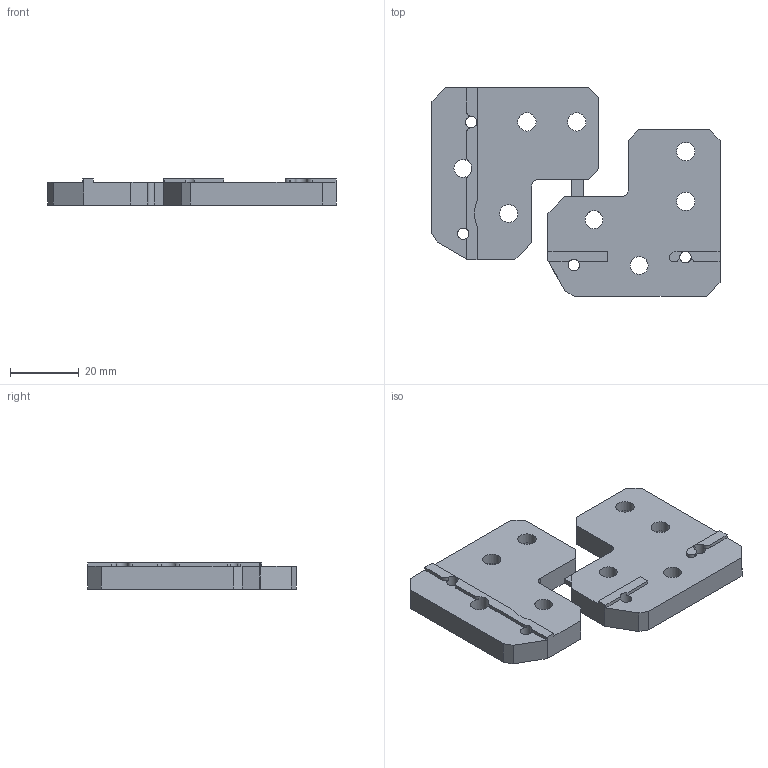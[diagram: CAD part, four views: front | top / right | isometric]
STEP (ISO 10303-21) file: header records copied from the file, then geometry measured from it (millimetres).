
FILE_DESCRIPTION(/* description */ (''),/* implementation_level */ '2;1');
FILE_NAME(/* name */ '',/* time_stamp */ '2024-11-14T13:55:16+08:00',/* author */ (''),/* organization */ (''),/* preprocessor_version */ 'ST-DEVELOPER v20',/* originating_system */ 'Autodesk Translation Framework v13.20.0.188',/* authorisation */ '');
FILE_SCHEMA (('AUTOMOTIVE_DESIGN { 1 0 10303 214 3 1 1 }'));
Length unit declared in the file: millimetre
Products named in the file (2): (未保存); MiniSB X Carriage
Assembly tree (1 placements, depth 2):
  (未保存)
    MiniSB X Carriage
Bounding box: 83.7 x 60.7 x 7.6 mm (x, y, z)
Volume: 23056 mm3; surface area: 11296.9 mm2
Topology: 1 solids, 1 shells, 88 faces, 249 edges, 166 vertices
Faces by surface type: plane 55, cylinder 33
Full cylindrical faces by diameter (mm): 3.3 x4, 5.2 x4, 5.3 x4, 6 x4, 9.8 x4
Entity records: 2977 total; most frequent: DIRECTION 507, CARTESIAN_POINT 506, ORIENTED_EDGE 498, EDGE_CURVE 249, LINE 173, VECTOR 173, AXIS2_PLACEMENT_3D 167, VERTEX_POINT 166
